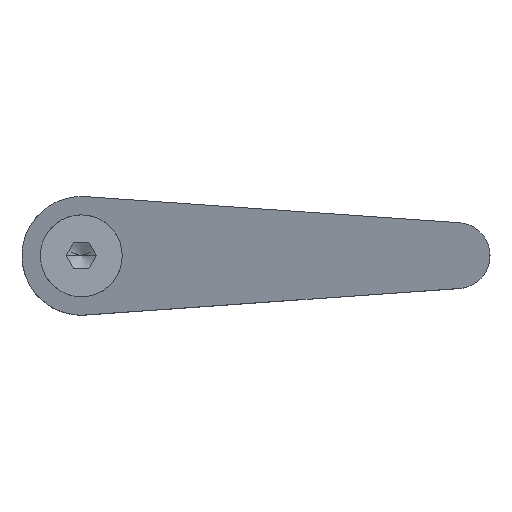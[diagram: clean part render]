
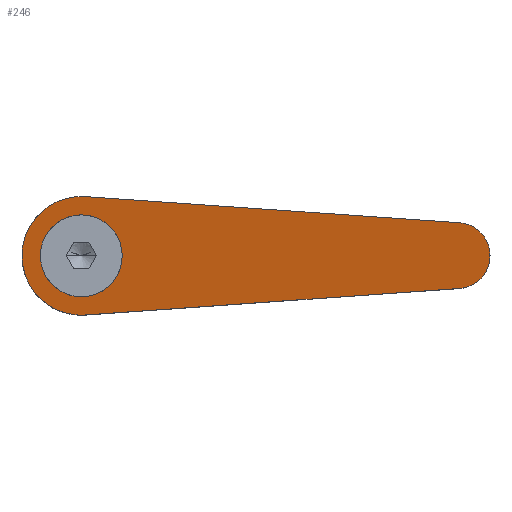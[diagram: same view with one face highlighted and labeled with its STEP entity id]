
A CAD part, top view. The second image highlights one B-rep face of the part: STEP entity #246.
In plain terms, the highlighted planar face has unit normal (-0.266, 0, 0.964).
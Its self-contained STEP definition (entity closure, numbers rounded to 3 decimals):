
#206=VERTEX_POINT('',#566);
#224=EDGE_CURVE('',#262,#482,#585,.T.);
#228=EDGE_CURVE('',#518,#262,#589,.T.);
#246=ADVANCED_FACE('',(#609,#610),#611,.F.);
#262=VERTEX_POINT('',#629);
#266=EDGE_CURVE('',#482,#518,#634,.T.);
#268=VERTEX_POINT('',#636);
#294=EDGE_CURVE('',#322,#206,#662,.T.);
#322=VERTEX_POINT('',#693);
#332=EDGE_CURVE('',#206,#366,#703,.T.);
#366=VERTEX_POINT('',#743);
#482=VERTEX_POINT('',#870);
#494=EDGE_CURVE('',#366,#268,#883,.T.);
#496=EDGE_CURVE('',#268,#528,#885,.T.);
#518=VERTEX_POINT('',#912);
#528=VERTEX_POINT('',#923);
#532=EDGE_CURVE('',#528,#322,#927,.T.);
#566=CARTESIAN_POINT('',(-9.,0.,66.1));
#585=ELLIPSE('',#982,6.431,6.2);
#589=ELLIPSE('',#989,6.431,6.2);
#609=FACE_OUTER_BOUND('',#1015,.T.);
#610=FACE_BOUND('',#1016,.T.);
#611=PLANE('',#1017);
#629=CARTESIAN_POINT('',(0.,6.2,68.579));
#634=ELLIPSE('',#1045,6.431,6.2);
#636=CARTESIAN_POINT('',(57.351,-4.988,84.379));
#662=ELLIPSE('',#1093,9.335,9.);
#693=CARTESIAN_POINT('',(0.632,8.978,68.753));
#703=ELLIPSE('',#1169,9.335,9.);
#743=CARTESIAN_POINT('',(0.632,-8.978,68.753));
#870=CARTESIAN_POINT('',(-1.001,6.119,68.304));
#883=LINE('',#1465,#1466);
#885=ELLIPSE('',#1469,5.186,5.);
#912=CARTESIAN_POINT('',(0.,-6.2,68.579));
#923=CARTESIAN_POINT('',(57.351,4.988,84.379));
#927=LINE('',#1523,#1524);
#982=AXIS2_PLACEMENT_3D('',#1573,#1574,#1575);
#989=AXIS2_PLACEMENT_3D('',#1577,#1578,#1579);
#1015=EDGE_LOOP('',(#1603,#1604,#1605,#1606,#1607));
#1016=EDGE_LOOP('',(#1608,#1609,#1610));
#1017=AXIS2_PLACEMENT_3D('',#1611,#1612,#1613);
#1045=AXIS2_PLACEMENT_3D('',#1640,#1641,#1642);
#1093=AXIS2_PLACEMENT_3D('',#1650,#1651,#1652);
#1169=AXIS2_PLACEMENT_3D('',#1685,#1686,#1687);
#1465=CARTESIAN_POINT('',(59.719,-4.821,85.031));
#1466=VECTOR('',#1881,1.0);
#1469=AXIS2_PLACEMENT_3D('',#1882,#1883,#1884);
#1523=CARTESIAN_POINT('',(33.351,6.676,77.767));
#1524=VECTOR('',#1953,1.0);
#1573=CARTESIAN_POINT('',(0.0,0.0,68.579));
#1574=DIRECTION('',(-0.266,0.,0.964));
#1575=DIRECTION('',(-0.964,0.0,-0.266));
#1577=CARTESIAN_POINT('',(0.0,0.0,68.579));
#1578=DIRECTION('',(-0.266,0.,0.964));
#1579=DIRECTION('',(-0.964,0.0,-0.266));
#1603=ORIENTED_EDGE('',*,*,#294,.T.);
#1604=ORIENTED_EDGE('',*,*,#332,.T.);
#1605=ORIENTED_EDGE('',*,*,#494,.T.);
#1606=ORIENTED_EDGE('',*,*,#496,.T.);
#1607=ORIENTED_EDGE('',*,*,#532,.T.);
#1608=ORIENTED_EDGE('',*,*,#266,.F.);
#1609=ORIENTED_EDGE('',*,*,#224,.F.);
#1610=ORIENTED_EDGE('',*,*,#228,.F.);
#1611=CARTESIAN_POINT('',(27.678,0.,76.204));
#1612=DIRECTION('',(0.266,0.,-0.964));
#1613=DIRECTION('',(0.256,0.964,0.071));
#1640=CARTESIAN_POINT('',(0.0,0.0,68.579));
#1641=DIRECTION('',(-0.266,0.,0.964));
#1642=DIRECTION('',(-0.964,0.0,-0.266));
#1650=CARTESIAN_POINT('',(0.,0.,68.579));
#1651=DIRECTION('',(-0.266,0.,0.964));
#1652=DIRECTION('',(-0.964,0.,-0.266));
#1685=CARTESIAN_POINT('',(0.,0.,68.579));
#1686=DIRECTION('',(-0.266,0.,0.964));
#1687=DIRECTION('',(-0.964,0.,-0.266));
#1881=DIRECTION('',(0.962,0.068,0.265));
#1882=CARTESIAN_POINT('',(57.0,0.0,84.282));
#1883=DIRECTION('',(-0.266,0.,0.964));
#1884=DIRECTION('',(0.964,0.,0.266));
#1953=DIRECTION('',(-0.962,0.068,-0.265));
